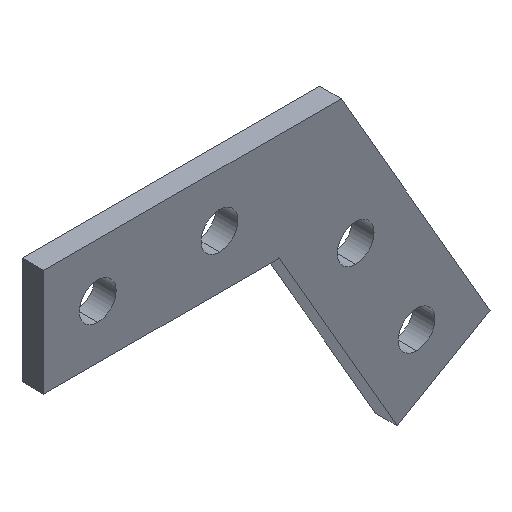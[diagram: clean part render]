
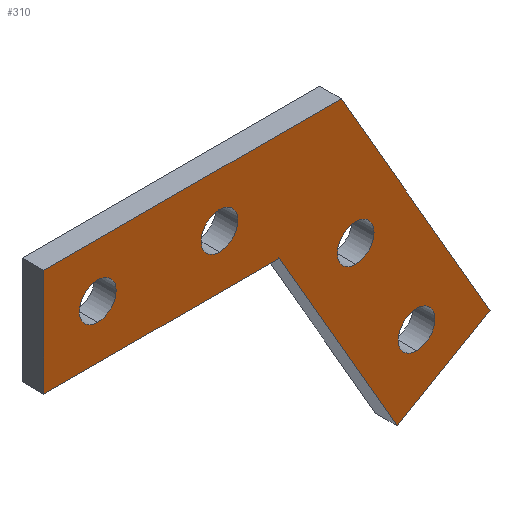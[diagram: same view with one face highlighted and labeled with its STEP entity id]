
A CAD part, isometric view. The second image highlights one B-rep face of the part: STEP entity #310.
In plain terms, the highlighted planar face has unit normal (0, -1, 0).
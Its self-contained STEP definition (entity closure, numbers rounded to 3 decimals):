
#32 = EDGE_CURVE ( 'NONE', #330, #324, #484, .T. ) ;
#38 = AXIS2_PLACEMENT_3D ( 'NONE', #216, #217, #210 ) ;
#42 = EDGE_CURVE ( 'NONE', #337, #328, #481, .T. ) ;
#43 = AXIS2_PLACEMENT_3D ( 'NONE', #223, #222, #221 ) ;
#44 = AXIS2_PLACEMENT_3D ( 'NONE', #230, #227, #226 ) ;
#45 = AXIS2_PLACEMENT_3D ( 'NONE', #236, #235, #233 ) ;
#51 = AXIS2_PLACEMENT_3D ( 'NONE', #229, #244, #228 ) ;
#53 = AXIS2_PLACEMENT_3D ( 'NONE', #246, #255, #251 ) ;
#55 = AXIS2_PLACEMENT_3D ( 'NONE', #279, #278, #277 ) ;
#56 = AXIS2_PLACEMENT_3D ( 'NONE', #289, #286, #283 ) ;
#58 = AXIS2_PLACEMENT_3D ( 'NONE', #305, #304, #301 ) ;
#59 = EDGE_CURVE ( 'NONE', #336, #346, #483, .T. ) ;
#63 = EDGE_CURVE ( 'NONE', #595, #596, #475, .T. ) ;
#67 = EDGE_CURVE ( 'NONE', #324, #330, #471, .T. ) ;
#71 = EDGE_CURVE ( 'NONE', #332, #325, #465, .T. ) ;
#75 = EDGE_CURVE ( 'NONE', #325, #342, #454, .T. ) ;
#78 = EDGE_CURVE ( 'NONE', #342, #343, #448, .T. ) ;
#81 = EDGE_CURVE ( 'NONE', #343, #329, #442, .T. ) ;
#84 = EDGE_CURVE ( 'NONE', #329, #335, #436, .T. ) ;
#87 = EDGE_CURVE ( 'NONE', #335, #332, #430, .T. ) ;
#94 = EDGE_CURVE ( 'NONE', #328, #337, #419, .T. ) ;
#95 = EDGE_CURVE ( 'NONE', #346, #336, #418, .T. ) ;
#96 = EDGE_CURVE ( 'NONE', #596, #595, #417, .T. ) ;
#125 = CARTESIAN_POINT ( 'NONE',  ( 14.108, 0., -1.236 ) ) ;
#129 = CARTESIAN_POINT ( 'NONE',  ( 14.108, 0., -8.036 ) ) ;
#131 = CARTESIAN_POINT ( 'NONE',  ( -11.068, 0., 13.3 ) ) ;
#134 = CARTESIAN_POINT ( 'NONE',  ( 38.932, 0., -27.831 ) ) ;
#135 = CARTESIAN_POINT ( 'NONE',  ( 11.432, 0., 19.8 ) ) ;
#139 = CARTESIAN_POINT ( 'NONE',  ( -33.568, 0., 6.5 ) ) ;
#140 = CARTESIAN_POINT ( 'NONE',  ( -11.068, 0., 6.5 ) ) ;
#141 = CARTESIAN_POINT ( 'NONE',  ( 0., 0., 0. ) ) ;
#144 = DIRECTION ( 'NONE',  ( 1., 0., 0. ) ) ;
#146 = CARTESIAN_POINT ( 'NONE',  ( -43.568, 0., 0. ) ) ;
#147 = CARTESIAN_POINT ( 'NONE',  ( 21.784, 0., -37.731 ) ) ;
#148 = CARTESIAN_POINT ( 'NONE',  ( -33.568, 0., 13.3 ) ) ;
#151 = CARTESIAN_POINT ( 'NONE',  ( -43.568, 0., 19.8 ) ) ;
#152 = CARTESIAN_POINT ( 'NONE',  ( 25.358, 0., -27.521 ) ) ;
#155 = CARTESIAN_POINT ( 'NONE',  ( 11.432, 0., 19.8 ) ) ;
#159 = CARTESIAN_POINT ( 'NONE',  ( 25.358, 0., -20.721 ) ) ;
#196 = DIRECTION ( 'NONE',  ( 0., 0., 1. ) ) ;
#202 = CARTESIAN_POINT ( 'NONE',  ( -43.568, 0., 19.8 ) ) ;
#210 = DIRECTION ( 'NONE',  ( 0., 0., -1. ) ) ;
#214 = PLANE ( 'NONE',  #38 ) ;
#216 = CARTESIAN_POINT ( 'NONE',  ( 0., 0., 0. ) ) ;
#217 = DIRECTION ( 'NONE',  ( 0., -1., 0. ) ) ;
#221 = DIRECTION ( 'NONE',  ( 0., 0., 1. ) ) ;
#222 = DIRECTION ( 'NONE',  ( 0., 1., 0. ) ) ;
#223 = CARTESIAN_POINT ( 'NONE',  ( 14.108, 0., -4.636 ) ) ;
#226 = DIRECTION ( 'NONE',  ( 0., 0., 1. ) ) ;
#227 = DIRECTION ( 'NONE',  ( 0., 1., 0. ) ) ;
#228 = DIRECTION ( 'NONE',  ( 0., 0., 1. ) ) ;
#229 = CARTESIAN_POINT ( 'NONE',  ( 25.358, 0., -24.121 ) ) ;
#230 = CARTESIAN_POINT ( 'NONE',  ( -11.068, 0., 9.9 ) ) ;
#233 = DIRECTION ( 'NONE',  ( 0., 0., 1. ) ) ;
#235 = DIRECTION ( 'NONE',  ( 0., 1., 0. ) ) ;
#236 = CARTESIAN_POINT ( 'NONE',  ( -33.568, 0., 9.9 ) ) ;
#244 = DIRECTION ( 'NONE',  ( 0., 1., 0. ) ) ;
#246 = CARTESIAN_POINT ( 'NONE',  ( 14.108, 0., -4.636 ) ) ;
#251 = DIRECTION ( 'NONE',  ( 0., 0., 1. ) ) ;
#255 = DIRECTION ( 'NONE',  ( 0., 1., 0. ) ) ;
#268 = DIRECTION ( 'NONE',  ( -1., 0., 0. ) ) ;
#271 = CARTESIAN_POINT ( 'NONE',  ( -43.568, 0., 0. ) ) ;
#277 = DIRECTION ( 'NONE',  ( 0., 0., 1. ) ) ;
#278 = DIRECTION ( 'NONE',  ( 0., 1., 0. ) ) ;
#279 = CARTESIAN_POINT ( 'NONE',  ( -11.068, 0., 9.9 ) ) ;
#280 = DIRECTION ( 'NONE',  ( -0.5, 0., 0.866 ) ) ;
#282 = CARTESIAN_POINT ( 'NONE',  ( 0., 0., 0. ) ) ;
#283 = DIRECTION ( 'NONE',  ( 0., 0., 1. ) ) ;
#286 = DIRECTION ( 'NONE',  ( 0., 1., 0. ) ) ;
#288 = DIRECTION ( 'NONE',  ( -0.866, 0., -0.5 ) ) ;
#289 = CARTESIAN_POINT ( 'NONE',  ( -33.568, 0., 9.9 ) ) ;
#291 = CARTESIAN_POINT ( 'NONE',  ( 21.784, 0., -37.731 ) ) ;
#298 = DIRECTION ( 'NONE',  ( 0.5, 0., -0.866 ) ) ;
#301 = DIRECTION ( 'NONE',  ( 0., 0., 1. ) ) ;
#302 = CARTESIAN_POINT ( 'NONE',  ( 38.932, 0., -27.831 ) ) ;
#304 = DIRECTION ( 'NONE',  ( 0., 1., 0. ) ) ;
#305 = CARTESIAN_POINT ( 'NONE',  ( 25.358, 0., -24.121 ) ) ;
#310 = ADVANCED_FACE ( 'NONE', ( #411, #407, #410, #408, #409 ), #214, .T. ) ;
#324 = VERTEX_POINT ( 'NONE', #152 ) ;
#325 = VERTEX_POINT ( 'NONE', #151 ) ;
#328 = VERTEX_POINT ( 'NONE', #148 ) ;
#329 = VERTEX_POINT ( 'NONE', #147 ) ;
#330 = VERTEX_POINT ( 'NONE', #159 ) ;
#332 = VERTEX_POINT ( 'NONE', #146 ) ;
#335 = VERTEX_POINT ( 'NONE', #141 ) ;
#336 = VERTEX_POINT ( 'NONE', #140 ) ;
#337 = VERTEX_POINT ( 'NONE', #139 ) ;
#342 = VERTEX_POINT ( 'NONE', #135 ) ;
#343 = VERTEX_POINT ( 'NONE', #134 ) ;
#346 = VERTEX_POINT ( 'NONE', #131 ) ;
#407 = FACE_BOUND ( 'NONE', #559, .T. ) ;
#408 = FACE_BOUND ( 'NONE', #558, .T. ) ;
#409 = FACE_OUTER_BOUND ( 'NONE', #563, .T. ) ;
#410 = FACE_BOUND ( 'NONE', #560, .T. ) ;
#411 = FACE_BOUND ( 'NONE', #551, .T. ) ;
#417 = CIRCLE ( 'NONE', #43, 3.4 ) ;
#418 = CIRCLE ( 'NONE', #44, 3.4 ) ;
#419 = CIRCLE ( 'NONE', #45, 3.4 ) ;
#427 = VECTOR ( 'NONE', #268, 1000. ) ;
#430 = LINE ( 'NONE', #271, #427 ) ;
#433 = VECTOR ( 'NONE', #280, 1000. ) ;
#436 = LINE ( 'NONE', #282, #433 ) ;
#439 = VECTOR ( 'NONE', #288, 1000. ) ;
#442 = LINE ( 'NONE', #291, #439 ) ;
#445 = VECTOR ( 'NONE', #298, 1000. ) ;
#448 = LINE ( 'NONE', #302, #445 ) ;
#451 = VECTOR ( 'NONE', #144, 1000. ) ;
#454 = LINE ( 'NONE', #155, #451 ) ;
#459 = VECTOR ( 'NONE', #196, 1000. ) ;
#465 = LINE ( 'NONE', #202, #459 ) ;
#471 = CIRCLE ( 'NONE', #51, 3.4 ) ;
#475 = CIRCLE ( 'NONE', #53, 3.4 ) ;
#481 = CIRCLE ( 'NONE', #56, 3.4 ) ;
#483 = CIRCLE ( 'NONE', #55, 3.4 ) ;
#484 = CIRCLE ( 'NONE', #58, 3.4 ) ;
#501 = ORIENTED_EDGE ( 'NONE', *, *, #94, .T. ) ;
#502 = ORIENTED_EDGE ( 'NONE', *, *, #42, .T. ) ;
#503 = ORIENTED_EDGE ( 'NONE', *, *, #95, .T. ) ;
#504 = ORIENTED_EDGE ( 'NONE', *, *, #59, .T. ) ;
#505 = ORIENTED_EDGE ( 'NONE', *, *, #96, .T. ) ;
#506 = ORIENTED_EDGE ( 'NONE', *, *, #63, .T. ) ;
#507 = ORIENTED_EDGE ( 'NONE', *, *, #32, .T. ) ;
#508 = ORIENTED_EDGE ( 'NONE', *, *, #67, .T. ) ;
#509 = ORIENTED_EDGE ( 'NONE', *, *, #71, .F. ) ;
#510 = ORIENTED_EDGE ( 'NONE', *, *, #87, .F. ) ;
#511 = ORIENTED_EDGE ( 'NONE', *, *, #84, .F. ) ;
#512 = ORIENTED_EDGE ( 'NONE', *, *, #81, .F. ) ;
#513 = ORIENTED_EDGE ( 'NONE', *, *, #78, .F. ) ;
#514 = ORIENTED_EDGE ( 'NONE', *, *, #75, .F. ) ;
#551 = EDGE_LOOP ( 'NONE', ( #501, #502 ) ) ;
#558 = EDGE_LOOP ( 'NONE', ( #507, #508 ) ) ;
#559 = EDGE_LOOP ( 'NONE', ( #503, #504 ) ) ;
#560 = EDGE_LOOP ( 'NONE', ( #505, #506 ) ) ;
#563 = EDGE_LOOP ( 'NONE', ( #509, #510, #511, #512, #513, #514 ) ) ;
#595 = VERTEX_POINT ( 'NONE', #129 ) ;
#596 = VERTEX_POINT ( 'NONE', #125 ) ;
